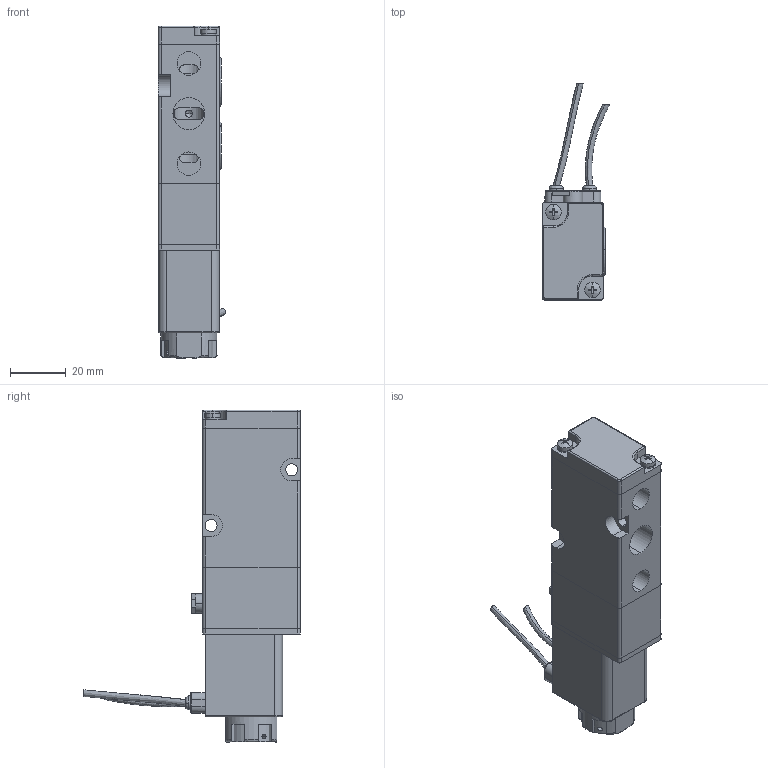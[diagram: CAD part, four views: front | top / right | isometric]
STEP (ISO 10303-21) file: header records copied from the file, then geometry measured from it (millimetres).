
FILE_DESCRIPTION (( 'STEP AP203' ), '1' );
FILE_NAME ('4V210-08B-G.STEP', '2017-12-05T17:57:47', ( '' ), ( '' ), 'SwSTEP 2.0', 'SolidWorks 2016', '' );
FILE_SCHEMA (( 'CONFIG_CONTROL_DESIGN' ));
Length unit declared in the file: millimetre
Products named in the file (1): 4V210-08B-G
Bounding box: 24.21 x 77.71 x 119.3 mm (x, y, z)
Volume: 72004.3 mm3; surface area: 29239.5 mm2
Topology: 19 solids, 19 shells, 453 faces, 1162 edges, 757 vertices
Faces by surface type: cylinder 188, plane 183, bspline 42, cone 40
Entity records: 18365 total; most frequent: CARTESIAN_POINT 7563, ORIENTED_EDGE 2312, DIRECTION 2135, EDGE_CURVE 1156, AXIS2_PLACEMENT_3D 810, VERTEX_POINT 757, VECTOR 515, LINE 515
